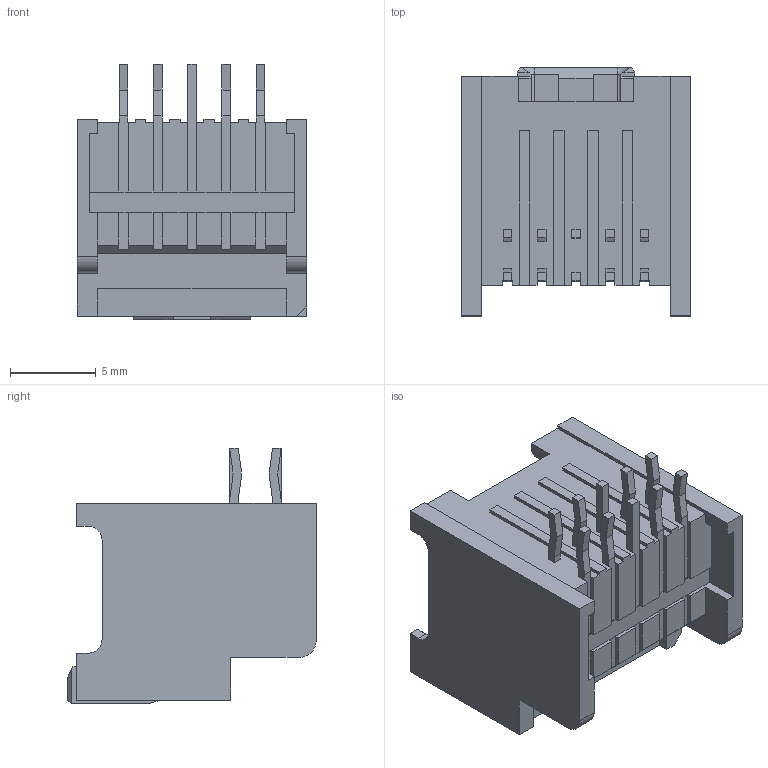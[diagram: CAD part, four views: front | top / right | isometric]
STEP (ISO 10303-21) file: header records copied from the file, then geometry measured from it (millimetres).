
FILE_DESCRIPTION(/* description */ (''),/* implementation_level */ '2;1');
FILE_NAME(/* name */ '559591030_ipt_2f5ec073.STEP',/* time_stamp */ '2021-11-25T09:42:33-03:00',/* author */ ('ghp'),/* organization */ (''),/* preprocessor_version */ 'ST-DEVELOPER v18.1',/* originating_system */ 'Autodesk Inventor 2020',/* authorisation */ '');
FILE_SCHEMA (('AUTOMOTIVE_DESIGN { 1 0 10303 214 3 1 1 }'));
Length unit declared in the file: millimetre
Products named in the file (1): 559591030
Bounding box: 13.4 x 14.5 x 14.9 mm (x, y, z)
Volume: 962.8 mm3; surface area: 1460.6 mm2
Topology: 1 solids, 1 shells, 362 faces, 993 edges, 646 vertices
Faces by surface type: plane 340, cylinder 12, cone 10
Entity records: 11252 total; most frequent: CARTESIAN_POINT 2002, ORIENTED_EDGE 1986, DIRECTION 1753, EDGE_CURVE 993, LINE 959, VECTOR 959, VERTEX_POINT 646, AXIS2_PLACEMENT_3D 397
